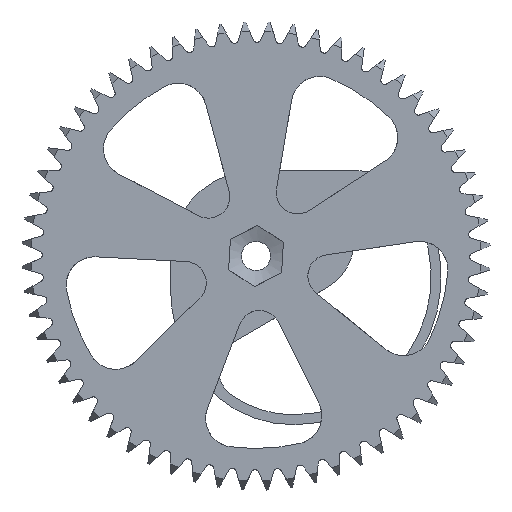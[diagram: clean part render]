
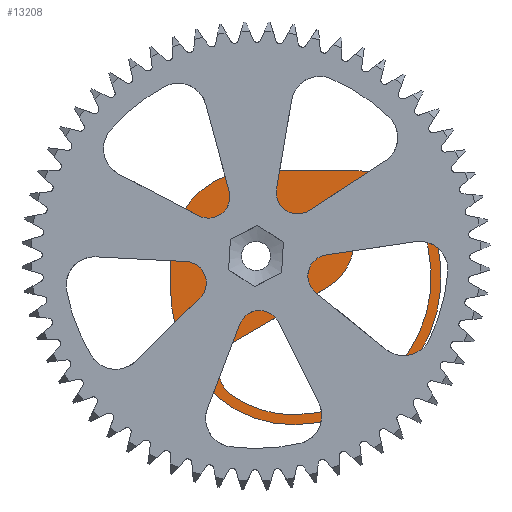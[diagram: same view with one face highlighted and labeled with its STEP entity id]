
A CAD part, front view. The second image highlights one B-rep face of the part: STEP entity #13208.
In plain terms, the highlighted planar face has unit normal (0, -1, 0).
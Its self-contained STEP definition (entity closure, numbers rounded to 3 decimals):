
#66=FACE_BOUND('',#1135,.T.);
#67=FACE_BOUND('',#1136,.T.);
#86=PLANE('',#13973);
#438=FACE_OUTER_BOUND('',#1134,.T.);
#1134=EDGE_LOOP('',(#8790,#8791,#8792,#8793,#8794,#8795,#8796,#8797,#8798));
#1135=EDGE_LOOP('',(#8799));
#1136=EDGE_LOOP('',(#8800,#8801,#8802,#8803,#8804,#8805,#8806,#8807));
#1834=LINE('',#19604,#3162);
#1840=LINE('',#19616,#3168);
#1843=LINE('',#19623,#3171);
#1855=LINE('',#19661,#3183);
#3162=VECTOR('',#15437,10.);
#3168=VECTOR('',#15445,10.);
#3171=VECTOR('',#15450,10.);
#3183=VECTOR('',#15496,10.);
#4471=CIRCLE('',#13917,2.25);
#4474=CIRCLE('',#13921,4.5);
#4476=CIRCLE('',#13924,10.072);
#4478=CIRCLE('',#13927,4.5);
#4480=CIRCLE('',#13930,19.361);
#4481=CIRCLE('',#13932,15.088);
#4484=CIRCLE('',#13936,16.485);
#4486=CIRCLE('',#13939,20.759);
#4488=CIRCLE('',#13942,0.875);
#4490=CIRCLE('',#13945,20.759);
#4492=CIRCLE('',#13948,11.47);
#4494=CIRCLE('',#13952,12.);
#4501=CIRCLE('',#13969,8.);
#4502=CIRCLE('',#13971,22.);
#5193=VERTEX_POINT('',#19517);
#5197=VERTEX_POINT('',#19526);
#5198=VERTEX_POINT('',#19528);
#5200=VERTEX_POINT('',#19534);
#5203=VERTEX_POINT('',#19541);
#5204=VERTEX_POINT('',#19543);
#5206=VERTEX_POINT('',#19549);
#5209=VERTEX_POINT('',#19559);
#5210=VERTEX_POINT('',#19561);
#5212=VERTEX_POINT('',#19567);
#5214=VERTEX_POINT('',#19573);
#5216=VERTEX_POINT('',#19579);
#5218=VERTEX_POINT('',#19585);
#5220=VERTEX_POINT('',#19593);
#5222=VERTEX_POINT('',#19597);
#5228=VERTEX_POINT('',#19614);
#5231=VERTEX_POINT('',#19622);
#5240=VERTEX_POINT('',#19657);
#6580=EDGE_CURVE('',#5193,#5193,#4471,.T.);
#6585=EDGE_CURVE('',#5197,#5198,#4474,.T.);
#6589=EDGE_CURVE('',#5200,#5197,#4476,.T.);
#6592=EDGE_CURVE('',#5203,#5204,#4478,.T.);
#6596=EDGE_CURVE('',#5206,#5200,#4480,.T.);
#6597=EDGE_CURVE('',#5204,#5206,#4481,.T.);
#6601=EDGE_CURVE('',#5210,#5209,#4484,.T.);
#6605=EDGE_CURVE('',#5209,#5212,#4486,.T.);
#6608=EDGE_CURVE('',#5212,#5214,#4488,.T.);
#6611=EDGE_CURVE('',#5214,#5216,#4490,.T.);
#6614=EDGE_CURVE('',#5216,#5218,#4492,.T.);
#6620=EDGE_CURVE('',#5220,#5222,#4494,.T.);
#6623=EDGE_CURVE('',#5218,#5220,#1834,.T.);
#6629=EDGE_CURVE('',#5203,#5228,#1840,.T.);
#6632=EDGE_CURVE('',#5231,#5198,#1843,.T.);
#6649=EDGE_CURVE('',#5228,#5231,#4501,.T.);
#6651=EDGE_CURVE('',#5240,#5210,#4502,.T.);
#6652=EDGE_CURVE('',#5222,#5240,#1855,.T.);
#8790=ORIENTED_EDGE('',*,*,#6601,.T.);
#8791=ORIENTED_EDGE('',*,*,#6605,.T.);
#8792=ORIENTED_EDGE('',*,*,#6608,.T.);
#8793=ORIENTED_EDGE('',*,*,#6611,.T.);
#8794=ORIENTED_EDGE('',*,*,#6614,.T.);
#8795=ORIENTED_EDGE('',*,*,#6623,.T.);
#8796=ORIENTED_EDGE('',*,*,#6620,.T.);
#8797=ORIENTED_EDGE('',*,*,#6652,.T.);
#8798=ORIENTED_EDGE('',*,*,#6651,.T.);
#8799=ORIENTED_EDGE('',*,*,#6580,.T.);
#8800=ORIENTED_EDGE('',*,*,#6629,.T.);
#8801=ORIENTED_EDGE('',*,*,#6649,.T.);
#8802=ORIENTED_EDGE('',*,*,#6632,.T.);
#8803=ORIENTED_EDGE('',*,*,#6585,.F.);
#8804=ORIENTED_EDGE('',*,*,#6589,.F.);
#8805=ORIENTED_EDGE('',*,*,#6596,.F.);
#8806=ORIENTED_EDGE('',*,*,#6597,.F.);
#8807=ORIENTED_EDGE('',*,*,#6592,.F.);
#13208=ADVANCED_FACE('',(#438,#66,#67),#86,.T.);
#13917=AXIS2_PLACEMENT_3D('',#19518,#15344,#15345);
#13921=AXIS2_PLACEMENT_3D('',#19529,#15354,#15355);
#13924=AXIS2_PLACEMENT_3D('',#19536,#15362,#15363);
#13927=AXIS2_PLACEMENT_3D('',#19544,#15369,#15370);
#13930=AXIS2_PLACEMENT_3D('',#19551,#15377,#15378);
#13932=AXIS2_PLACEMENT_3D('',#19553,#15381,#15382);
#13936=AXIS2_PLACEMENT_3D('',#19562,#15390,#15391);
#13939=AXIS2_PLACEMENT_3D('',#19569,#15398,#15399);
#13942=AXIS2_PLACEMENT_3D('',#19575,#15405,#15406);
#13945=AXIS2_PLACEMENT_3D('',#19581,#15412,#15413);
#13948=AXIS2_PLACEMENT_3D('',#19587,#15419,#15420);
#13952=AXIS2_PLACEMENT_3D('',#19599,#15431,#15432);
#13969=AXIS2_PLACEMENT_3D('',#19655,#15487,#15488);
#13971=AXIS2_PLACEMENT_3D('',#19659,#15492,#15493);
#13973=AXIS2_PLACEMENT_3D('',#19662,#15497,#15498);
#15344=DIRECTION('center_axis',(0.,1.,0.));
#15345=DIRECTION('ref_axis',(1.,0.,0.));
#15354=DIRECTION('center_axis',(0.,-1.,0.));
#15355=DIRECTION('ref_axis',(-0.31,0.,0.951));
#15362=DIRECTION('center_axis',(0.,-1.,0.));
#15363=DIRECTION('ref_axis',(0.929,0.,0.37));
#15369=DIRECTION('center_axis',(0.,-1.,0.));
#15370=DIRECTION('ref_axis',(-0.999,0.,0.038));
#15377=DIRECTION('center_axis',(0.,-1.,0.));
#15378=DIRECTION('ref_axis',(0.005,0.,-1.));
#15381=DIRECTION('center_axis',(0.,-1.,0.));
#15382=DIRECTION('ref_axis',(-0.864,0.,-0.504));
#15390=DIRECTION('center_axis',(0.,-1.,0.));
#15391=DIRECTION('ref_axis',(-0.864,0.,-0.504));
#15398=DIRECTION('center_axis',(0.,-1.,0.));
#15399=DIRECTION('ref_axis',(0.005,0.,-1.));
#15405=DIRECTION('center_axis',(0.,-1.,0.));
#15406=DIRECTION('ref_axis',(1.,0.,0.));
#15412=DIRECTION('center_axis',(0.,-1.,0.));
#15413=DIRECTION('ref_axis',(0.005,0.,-1.));
#15419=DIRECTION('center_axis',(0.,-1.,0.));
#15420=DIRECTION('ref_axis',(0.929,0.,0.37));
#15431=DIRECTION('center_axis',(0.,-1.,0.));
#15432=DIRECTION('ref_axis',(0.,0.,1.));
#15437=DIRECTION('',(-1.,0.,0.));
#15445=DIRECTION('',(0.864,0.,0.504));
#15450=DIRECTION('',(0.,0.,1.));
#15487=DIRECTION('center_axis',(0.,-1.,0.));
#15488=DIRECTION('ref_axis',(0.504,0.,-0.864));
#15492=DIRECTION('center_axis',(0.,-1.,0.));
#15493=DIRECTION('ref_axis',(-1.,0.,0.));
#15496=DIRECTION('',(0.,0.,-1.));
#15497=DIRECTION('center_axis',(0.,-1.,0.));
#15498=DIRECTION('ref_axis',(1.,0.,0.));
#19517=CARTESIAN_POINT('',(-87.25,71.85,148.713));
#19518=CARTESIAN_POINT('Origin',(-85.,71.85,148.713));
#19526=CARTESIAN_POINT('',(-63.02,71.85,155.182));
#19528=CARTESIAN_POINT('',(-71.155,71.85,152.529));
#19529=CARTESIAN_POINT('Origin',(-66.655,71.85,152.529));
#19534=CARTESIAN_POINT('',(-61.797,71.85,152.968));
#19536=CARTESIAN_POINT('Origin',(-71.155,71.85,149.244));
#19541=CARTESIAN_POINT('',(-88.043,71.85,136.708));
#19543=CARTESIAN_POINT('',(-88.331,71.85,129.116));
#19544=CARTESIAN_POINT('Origin',(-85.776,71.85,132.82));
#19549=CARTESIAN_POINT('',(-79.686,71.85,126.448));
#19551=CARTESIAN_POINT('Origin',(-79.786,71.85,145.809));
#19553=CARTESIAN_POINT('Origin',(-79.764,71.85,141.535));
#19559=CARTESIAN_POINT('',(-79.679,71.85,125.05));
#19561=CARTESIAN_POINT('',(-94.005,71.85,133.231));
#19562=CARTESIAN_POINT('Origin',(-79.764,71.85,141.535));
#19567=CARTESIAN_POINT('',(-63.081,71.85,133.485));
#19569=CARTESIAN_POINT('Origin',(-79.786,71.85,145.809));
#19573=CARTESIAN_POINT('',(-62.102,71.85,134.936));
#19575=CARTESIAN_POINT('Origin',(-62.576,71.85,134.2));
#19579=CARTESIAN_POINT('',(-60.498,71.85,153.485));
#19581=CARTESIAN_POINT('Origin',(-79.786,71.85,145.809));
#19585=CARTESIAN_POINT('',(-71.155,71.85,160.713));
#19587=CARTESIAN_POINT('Origin',(-71.155,71.85,149.244));
#19593=CARTESIAN_POINT('',(-85.,71.85,160.713));
#19597=CARTESIAN_POINT('',(-97.,71.85,148.713));
#19599=CARTESIAN_POINT('Origin',(-85.,71.85,148.713));
#19604=CARTESIAN_POINT('',(-71.155,71.85,160.713));
#19614=CARTESIAN_POINT('',(-75.125,71.85,144.24));
#19616=CARTESIAN_POINT('',(-94.005,71.85,133.231));
#19622=CARTESIAN_POINT('',(-71.155,71.85,151.151));
#19623=CARTESIAN_POINT('',(-71.155,71.85,158.713));
#19655=CARTESIAN_POINT('Origin',(-79.155,71.85,151.151));
#19657=CARTESIAN_POINT('',(-97.,71.85,144.313));
#19659=CARTESIAN_POINT('Origin',(-75.,71.85,144.313));
#19661=CARTESIAN_POINT('',(-97.,71.85,148.713));
#19662=CARTESIAN_POINT('Origin',(-84.077,71.85,146.972));
